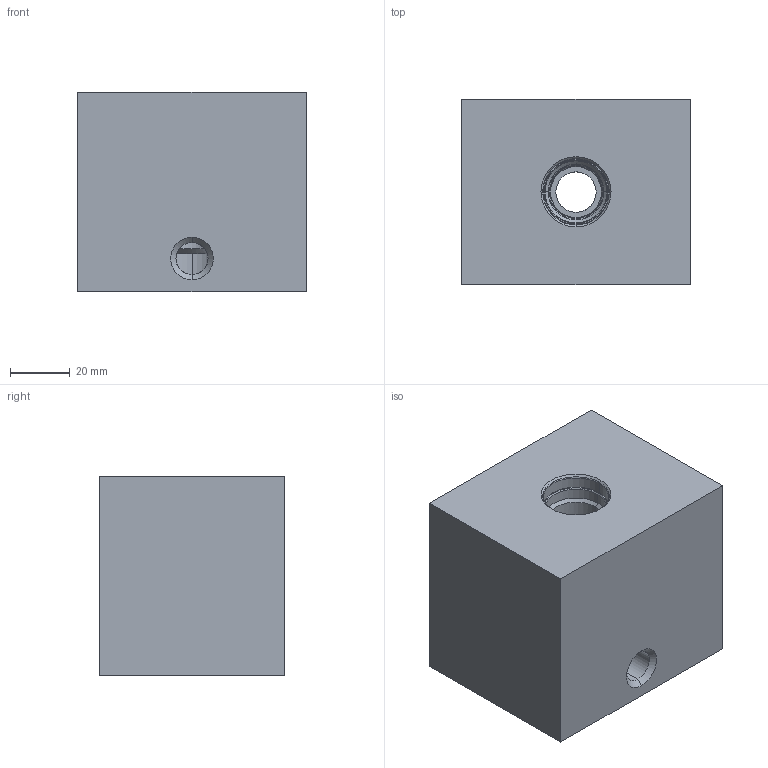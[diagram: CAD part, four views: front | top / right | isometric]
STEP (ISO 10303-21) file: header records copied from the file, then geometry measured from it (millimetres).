
FILE_DESCRIPTION((''),'2;1');
FILE_NAME('FAO_ASM','2023-08-11T',('ProEService'),(''),'PRO/ENGINEER BY PARAMETRIC TECHNOLOGY CORPORATION, 2014200','PRO/ENGINEER BY PARAMETRIC TECHNOLOGY CORPORATION, 2014200','');
FILE_SCHEMA(('CONFIG_CONTROL_DESIGN'));
Length unit declared in the file: inch
Products named in the file (2): 152-278-001; FAO_ASM
Assembly tree (1 placements, depth 2):
  FAO_ASM
    152-278-001
Bounding box: 76.2 x 61.93 x 66.67 mm (x, y, z)
Volume: 270906 mm3; surface area: 39983.1 mm2
Topology: 1 solids, 1 shells, 110 faces, 445 edges, 411 vertices
Faces by surface type: cone 55, cylinder 43, plane 8, torus 4
Entity records: 4886 total; most frequent: CARTESIAN_POINT 1319, DIRECTION 766, ORIENTED_EDGE 542, EDGE_CURVE 271, VECTOR 268, LINE 268, AXIS2_PLACEMENT_3D 249, VERTEX_POINT 169
